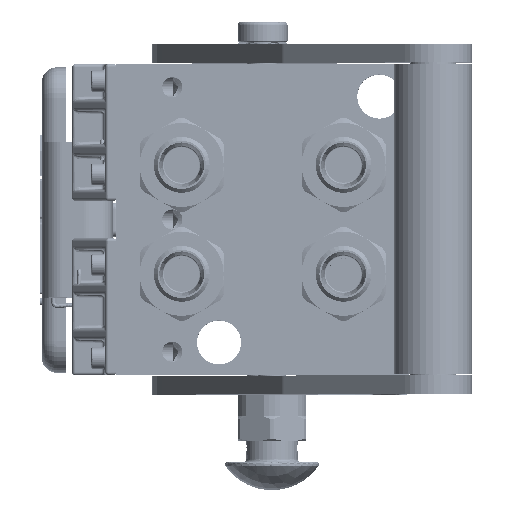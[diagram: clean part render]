
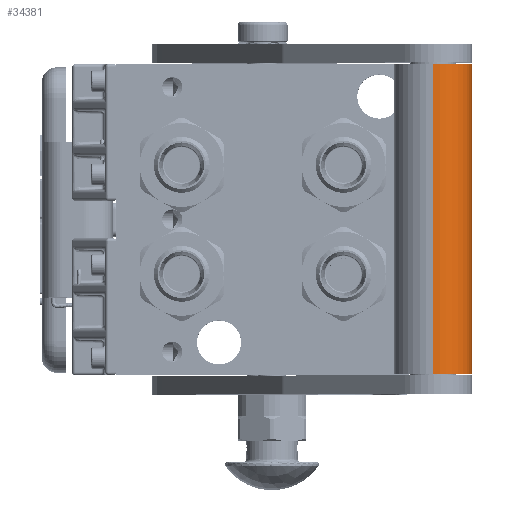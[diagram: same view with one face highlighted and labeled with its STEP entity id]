
A CAD part, top view. The second image highlights one B-rep face of the part: STEP entity #34381.
In plain terms, the highlighted cylindrical face has radius 12.5 mm (diameter 25 mm), a partial arc.
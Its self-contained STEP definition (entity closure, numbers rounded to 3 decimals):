
#4229 = CIRCLE ( 'NONE', #135979, 12.5 ) ;
#6199 = CYLINDRICAL_SURFACE ( 'NONE', #95828, 12.5 ) ;
#10310 = EDGE_CURVE ( 'NONE', #91278, #102380, #109275, .T. ) ;
#17489 = EDGE_CURVE ( 'NONE', #125314, #118589, #4229, .T. ) ;
#21054 = CARTESIAN_POINT ( 'NONE',  ( 104., 0., -12.5 ) ) ;
#29211 = CARTESIAN_POINT ( 'NONE',  ( 4.5, 0., 12.5 ) ) ;
#29738 = CARTESIAN_POINT ( 'NONE',  ( 4.5, 0., -12.5 ) ) ;
#31517 = DIRECTION ( 'NONE',  ( 0., 0., 1. ) ) ;
#34381 = ADVANCED_FACE ( 'NONE', ( #109988 ), #6199, .T. ) ;
#34817 = AXIS2_PLACEMENT_3D ( 'NONE', #46039, #120074, #76363 ) ;
#35128 = VECTOR ( 'NONE', #92010, 1000. ) ;
#39948 = ORIENTED_EDGE ( 'NONE', *, *, #96014, .F. ) ;
#41550 = DIRECTION ( 'NONE',  ( 0., 0., -1. ) ) ;
#46039 = CARTESIAN_POINT ( 'NONE',  ( 104., 0., 0. ) ) ;
#48483 = LINE ( 'NONE', #21054, #112561 ) ;
#63092 = LINE ( 'NONE', #121078, #35128 ) ;
#67905 = EDGE_LOOP ( 'NONE', ( #121644, #39948, #94160, #78412 ) ) ;
#76363 = DIRECTION ( 'NONE',  ( 0., 0., -1. ) ) ;
#78412 = ORIENTED_EDGE ( 'NONE', *, *, #111992, .T. ) ;
#91278 = VERTEX_POINT ( 'NONE', #115580 ) ;
#92010 = DIRECTION ( 'NONE',  ( -1., 0., 0. ) ) ;
#94160 = ORIENTED_EDGE ( 'NONE', *, *, #10310, .F. ) ;
#94270 = CARTESIAN_POINT ( 'NONE',  ( 104., 0., 12.5 ) ) ;
#94497 = DIRECTION ( 'NONE',  ( -1., 0., 0. ) ) ;
#95281 = CARTESIAN_POINT ( 'NONE',  ( 4.5, 0., 0. ) ) ;
#95828 = AXIS2_PLACEMENT_3D ( 'NONE', #116518, #104975, #31517 ) ;
#96014 = EDGE_CURVE ( 'NONE', #102380, #118589, #63092, .T. ) ;
#102380 = VERTEX_POINT ( 'NONE', #94270 ) ;
#104975 = DIRECTION ( 'NONE',  ( -1., 0., 0. ) ) ;
#109275 = CIRCLE ( 'NONE', #34817, 12.5 ) ;
#109988 = FACE_OUTER_BOUND ( 'NONE', #67905, .T. ) ;
#111992 = EDGE_CURVE ( 'NONE', #91278, #125314, #48483, .T. ) ;
#112561 = VECTOR ( 'NONE', #94497, 1000. ) ;
#115573 = DIRECTION ( 'NONE',  ( 1., 0., 0. ) ) ;
#115580 = CARTESIAN_POINT ( 'NONE',  ( 104., 0., -12.5 ) ) ;
#116518 = CARTESIAN_POINT ( 'NONE',  ( -5.425, 0., 0. ) ) ;
#118589 = VERTEX_POINT ( 'NONE', #29211 ) ;
#120074 = DIRECTION ( 'NONE',  ( 1., 0., 0. ) ) ;
#121078 = CARTESIAN_POINT ( 'NONE',  ( 104., 0., 12.5 ) ) ;
#121644 = ORIENTED_EDGE ( 'NONE', *, *, #17489, .T. ) ;
#125314 = VERTEX_POINT ( 'NONE', #29738 ) ;
#135979 = AXIS2_PLACEMENT_3D ( 'NONE', #95281, #115573, #41550 ) ;
